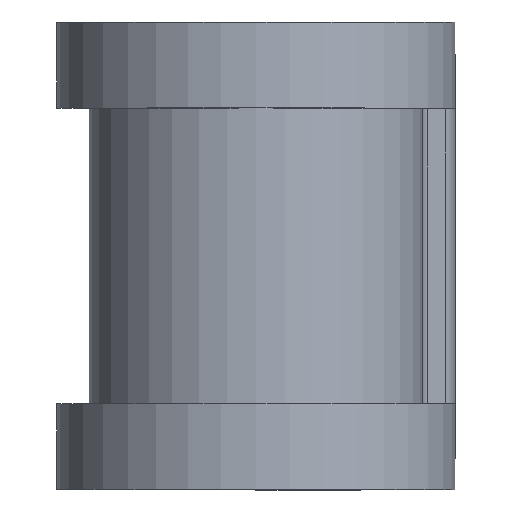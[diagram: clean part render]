
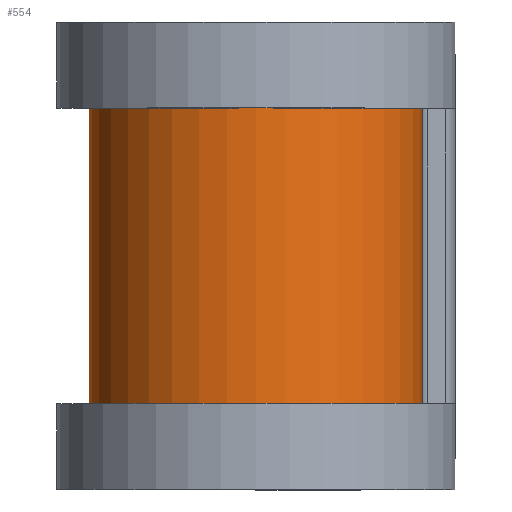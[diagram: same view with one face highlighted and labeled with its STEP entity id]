
A CAD part, top view. The second image highlights one B-rep face of the part: STEP entity #554.
In plain terms, the highlighted cylindrical face has radius 7.887 mm (diameter 15.773 mm), a partial arc.
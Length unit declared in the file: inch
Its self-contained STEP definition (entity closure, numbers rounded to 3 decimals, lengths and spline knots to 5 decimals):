
#111 = VERTEX_POINT ( 'NONE', #445 ) ;
#363 = CARTESIAN_POINT ( 'NONE',  ( 0.3105, 0.375, 0. ) ) ;
#422 = CARTESIAN_POINT ( 'NONE',  ( 0., -0.275, -0.3105 ) ) ;
#445 = CARTESIAN_POINT ( 'NONE',  ( 0.3105, -0.275, 0. ) ) ;
#450 = CYLINDRICAL_SURFACE ( 'NONE', #678, 0.3105 ) ;
#459 = VERTEX_POINT ( 'NONE', #1222 ) ;
#494 = FACE_OUTER_BOUND ( 'NONE', #1610, .T. ) ;
#527 = DIRECTION ( 'NONE',  ( 0., -1., 0. ) ) ;
#554 = ADVANCED_FACE ( 'NONE', ( #494 ), #450, .T. ) ;
#572 = DIRECTION ( 'NONE',  ( 0., -1., 0. ) ) ;
#581 = VERTEX_POINT ( 'NONE', #422 ) ;
#592 = EDGE_CURVE ( 'NONE', #459, #581, #1476, .T. ) ;
#630 = CIRCLE ( 'NONE', #820, 0.3105 ) ;
#672 = LINE ( 'NONE', #363, #696 ) ;
#678 = AXIS2_PLACEMENT_3D ( 'NONE', #1512, #1063, #1041 ) ;
#679 = ORIENTED_EDGE ( 'NONE', *, *, #592, .T. ) ;
#692 = CARTESIAN_POINT ( 'NONE',  ( 0., 0.275, 0. ) ) ;
#696 = VECTOR ( 'NONE', #572, 39.37008 ) ;
#697 = CIRCLE ( 'NONE', #1003, 0.3105 ) ;
#730 = DIRECTION ( 'NONE',  ( 0., -1., 0. ) ) ;
#735 = DIRECTION ( 'NONE',  ( 0., 0., -1. ) ) ;
#781 = ORIENTED_EDGE ( 'NONE', *, *, #846, .F. ) ;
#788 = VECTOR ( 'NONE', #527, 39.37008 ) ;
#820 = AXIS2_PLACEMENT_3D ( 'NONE', #692, #730, #735 ) ;
#846 = EDGE_CURVE ( 'NONE', #902, #111, #672, .T. ) ;
#854 = EDGE_CURVE ( 'NONE', #902, #459, #630, .T. ) ;
#862 = CARTESIAN_POINT ( 'NONE',  ( 0.3105, 0.275, 0. ) ) ;
#902 = VERTEX_POINT ( 'NONE', #862 ) ;
#919 = EDGE_CURVE ( 'NONE', #111, #581, #697, .T. ) ;
#999 = CARTESIAN_POINT ( 'NONE',  ( 0., -0.275, 0. ) ) ;
#1003 = AXIS2_PLACEMENT_3D ( 'NONE', #999, #1004, #1010 ) ;
#1004 = DIRECTION ( 'NONE',  ( 0., -1., 0. ) ) ;
#1010 = DIRECTION ( 'NONE',  ( 0., 0., -1. ) ) ;
#1041 = DIRECTION ( 'NONE',  ( 0., 0., -1. ) ) ;
#1063 = DIRECTION ( 'NONE',  ( 0., -1., 0. ) ) ;
#1222 = CARTESIAN_POINT ( 'NONE',  ( 0., 0.275, -0.3105 ) ) ;
#1476 = LINE ( 'NONE', #1751, #788 ) ;
#1512 = CARTESIAN_POINT ( 'NONE',  ( 0., 0.375, 0. ) ) ;
#1610 = EDGE_LOOP ( 'NONE', ( #781, #1667, #679, #1619 ) ) ;
#1619 = ORIENTED_EDGE ( 'NONE', *, *, #919, .F. ) ;
#1667 = ORIENTED_EDGE ( 'NONE', *, *, #854, .T. ) ;
#1751 = CARTESIAN_POINT ( 'NONE',  ( 0., 0.375, -0.3105 ) ) ;
